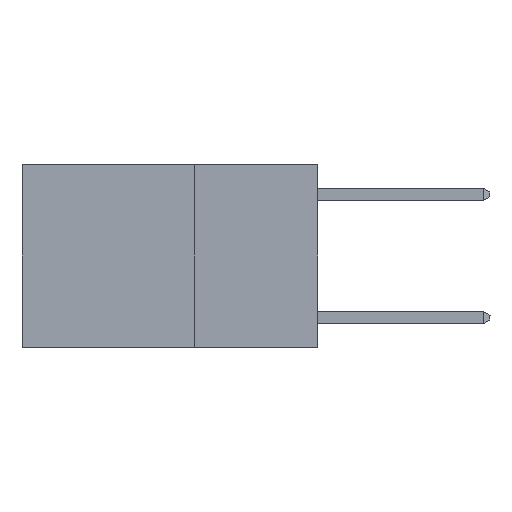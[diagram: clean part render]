
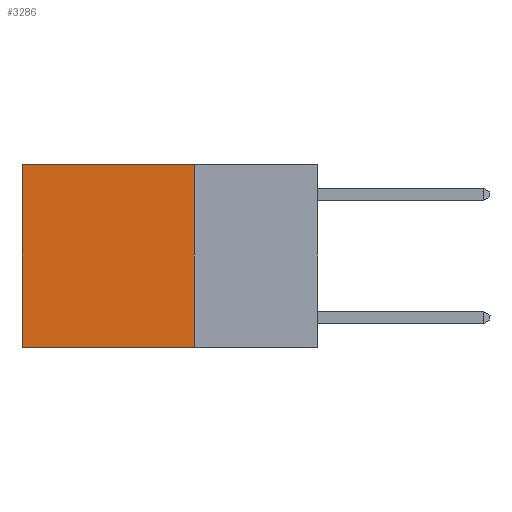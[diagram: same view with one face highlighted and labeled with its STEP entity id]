
A CAD part, left-side view. The second image highlights one B-rep face of the part: STEP entity #3286.
In plain terms, the highlighted planar face has unit normal (-1, 0, 0).
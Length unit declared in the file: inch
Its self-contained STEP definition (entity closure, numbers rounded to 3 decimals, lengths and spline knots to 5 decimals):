
#701 = EDGE_CURVE ( 'NONE', #12156, #3008, #2546, .T. ) ;
#778 = CARTESIAN_POINT ( 'NONE',  ( 0.2625, 0.6, 0. ) ) ;
#845 = CARTESIAN_POINT ( 'NONE',  ( 0.2625, 0.25, -0.37 ) ) ;
#1554 = ORIENTED_EDGE ( 'NONE', *, *, #2491, .T. ) ;
#1934 = ORIENTED_EDGE ( 'NONE', *, *, #701, .T. ) ;
#1953 = DIRECTION ( 'NONE',  ( 0., 1., 0. ) ) ;
#2491 = EDGE_CURVE ( 'NONE', #3008, #12429, #2498, .T. ) ;
#2498 = LINE ( 'NONE', #778, #9881 ) ;
#2513 = ORIENTED_EDGE ( 'NONE', *, *, #4789, .F. ) ;
#2546 = LINE ( 'NONE', #6970, #6307 ) ;
#3008 = VERTEX_POINT ( 'NONE', #11810 ) ;
#3286 = ADVANCED_FACE ( 'NONE', ( #5621 ), #9166, .F. ) ;
#3529 = LINE ( 'NONE', #845, #5573 ) ;
#3749 = CARTESIAN_POINT ( 'NONE',  ( 0.2625, 0.25, 0. ) ) ;
#3851 = DIRECTION ( 'NONE',  ( 0., 0., -1. ) ) ;
#4049 = DIRECTION ( 'NONE',  ( 0., 0., -1. ) ) ;
#4283 = CARTESIAN_POINT ( 'NONE',  ( 0.2625, 0.6, -0.37 ) ) ;
#4431 = CARTESIAN_POINT ( 'NONE',  ( 0.2625, 0.25, -0.37 ) ) ;
#4789 = EDGE_CURVE ( 'NONE', #8790, #12429, #3529, .T. ) ;
#4801 = LINE ( 'NONE', #3749, #5750 ) ;
#4995 = AXIS2_PLACEMENT_3D ( 'NONE', #11131, #10056, #4049 ) ;
#5573 = VECTOR ( 'NONE', #6756, 39.37008 ) ;
#5621 = FACE_OUTER_BOUND ( 'NONE', #12942, .T. ) ;
#5750 = VECTOR ( 'NONE', #10809, 39.37008 ) ;
#6307 = VECTOR ( 'NONE', #1953, 39.37008 ) ;
#6756 = DIRECTION ( 'NONE',  ( 0., 1., 0. ) ) ;
#6970 = CARTESIAN_POINT ( 'NONE',  ( 0.2625, 0.25, 0. ) ) ;
#8049 = EDGE_CURVE ( 'NONE', #12156, #8790, #4801, .T. ) ;
#8790 = VERTEX_POINT ( 'NONE', #4431 ) ;
#8835 = CARTESIAN_POINT ( 'NONE',  ( 0.2625, 0.25, 0. ) ) ;
#9166 = PLANE ( 'NONE',  #4995 ) ;
#9881 = VECTOR ( 'NONE', #3851, 39.37008 ) ;
#10056 = DIRECTION ( 'NONE',  ( 1., 0., 0. ) ) ;
#10809 = DIRECTION ( 'NONE',  ( 0., 0., -1. ) ) ;
#10994 = ORIENTED_EDGE ( 'NONE', *, *, #8049, .F. ) ;
#11131 = CARTESIAN_POINT ( 'NONE',  ( 0.2625, 0.25, 0. ) ) ;
#11810 = CARTESIAN_POINT ( 'NONE',  ( 0.2625, 0.6, 0. ) ) ;
#12156 = VERTEX_POINT ( 'NONE', #8835 ) ;
#12429 = VERTEX_POINT ( 'NONE', #4283 ) ;
#12942 = EDGE_LOOP ( 'NONE', ( #1554, #2513, #10994, #1934 ) ) ;
